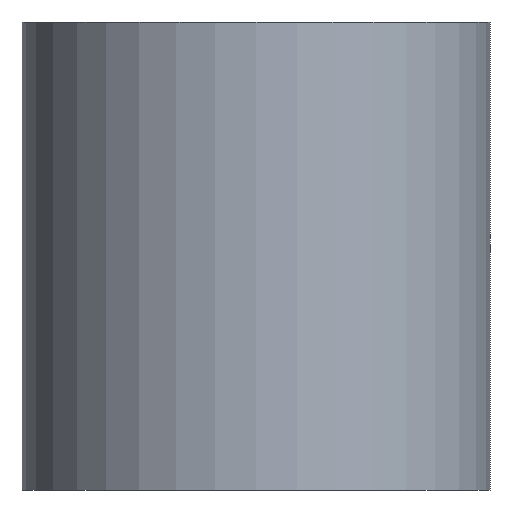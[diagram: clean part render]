
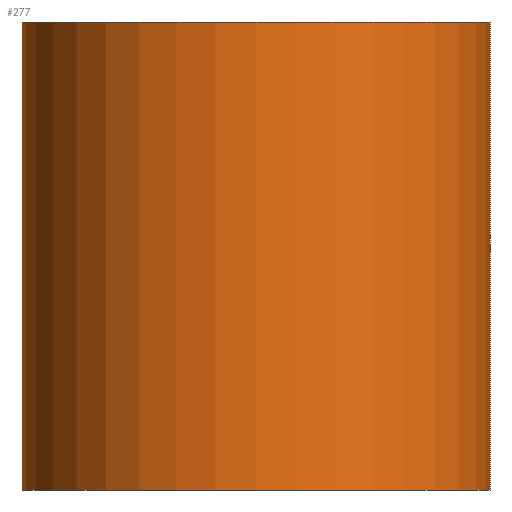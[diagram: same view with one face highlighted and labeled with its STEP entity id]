
A CAD part, front view. The second image highlights one B-rep face of the part: STEP entity #277.
In plain terms, the highlighted cylindrical face has radius 40 mm (diameter 80 mm), a partial arc.
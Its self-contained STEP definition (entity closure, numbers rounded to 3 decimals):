
#101=CARTESIAN_POINT('Vertex',(40.,0.,40.)) ;
#103=CARTESIAN_POINT('Vertex',(-40.,0.,40.)) ;
#106=CARTESIAN_POINT('Axis2P3D Location',(0.,0.,40.)) ;
#157=CARTESIAN_POINT('Axis2P3D Location',(0.,0.,0.)) ;
#162=CARTESIAN_POINT('Line Origine',(40.,0.,0.)) ;
#166=CARTESIAN_POINT('Vertex',(40.,0.,-40.)) ;
#173=CARTESIAN_POINT('Vertex',(-40.,0.,-40.)) ;
#176=CARTESIAN_POINT('Line Origine',(-40.,0.,0.)) ;
#266=CARTESIAN_POINT('Axis2P3D Location',(0.,0.,-40.)) ;
#107=DIRECTION('Axis2P3D Direction',(0.,0.,1.)) ;
#158=DIRECTION('Axis2P3D Direction',(0.,0.,1.)) ;
#159=DIRECTION('Axis2P3D XDirection',(1.,0.,0.)) ;
#163=DIRECTION('Vector Direction',(0.,0.,1.)) ;
#177=DIRECTION('Vector Direction',(0.,0.,1.)) ;
#267=DIRECTION('Axis2P3D Direction',(0.,0.,1.)) ;
#108=AXIS2_PLACEMENT_3D('Circle Axis2P3D',#106,#107,$) ;
#160=AXIS2_PLACEMENT_3D('Cylinder Axis2P3D',#157,#158,#159) ;
#268=AXIS2_PLACEMENT_3D('Circle Axis2P3D',#266,#267,$) ;
#272=ORIENTED_EDGE('',*,*,#180,.F.) ;
#273=ORIENTED_EDGE('',*,*,#270,.T.) ;
#274=ORIENTED_EDGE('',*,*,#168,.T.) ;
#275=ORIENTED_EDGE('',*,*,#110,.F.) ;
#164=VECTOR('Line Direction',#163,1.) ;
#178=VECTOR('Line Direction',#177,1.) ;
#277=ADVANCED_FACE('PartBody',(#276),#161,.T.) ;
#109=CIRCLE('generated circle',#108,40.) ;
#269=CIRCLE('generated circle',#268,40.) ;
#161=CYLINDRICAL_SURFACE('generated cylinder',#160,40.) ;
#110=EDGE_CURVE('',#104,#102,#109,.T.) ;
#168=EDGE_CURVE('',#167,#102,#165,.T.) ;
#180=EDGE_CURVE('',#174,#104,#179,.T.) ;
#270=EDGE_CURVE('',#174,#167,#269,.T.) ;
#271=EDGE_LOOP('',(#272,#273,#274,#275)) ;
#276=FACE_OUTER_BOUND('',#271,.T.) ;
#165=LINE('Line',#162,#164) ;
#179=LINE('Line',#176,#178) ;
#102=VERTEX_POINT('',#101) ;
#104=VERTEX_POINT('',#103) ;
#167=VERTEX_POINT('',#166) ;
#174=VERTEX_POINT('',#173) ;
